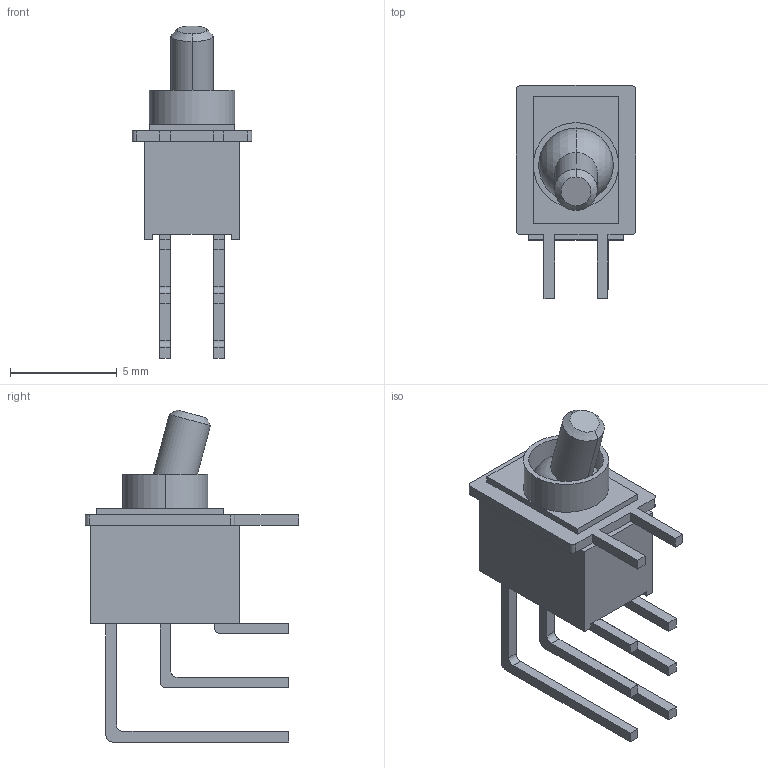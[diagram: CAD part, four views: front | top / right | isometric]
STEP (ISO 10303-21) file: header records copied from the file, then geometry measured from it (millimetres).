
FILE_DESCRIPTION (( 'STEP AP214' ), '1' );
FILE_NAME ('FT2D_VM.STEP', '2024-03-18T09:49:19', ( '' ), ( '' ), 'SwSTEP 2.0', 'SolidWorks 2020', '' );
FILE_SCHEMA (( 'AUTOMOTIVE_DESIGN' ));
Length unit declared in the file: millimetre
Products named in the file (5): FT2D-VM-connector1_; FT2D-VM-connector_; FT2D_VM; FT2D-VM_CHASIS; FT2D-VM-knob_
Assembly tree (5 placements, depth 2):
  FT2D_VM
    FT2D-VM_CHASIS
    FT2D-VM-knob_
    FT2D-VM-connector1_
    FT2D-VM-connector_  x2
Bounding box: 5.6 x 10 x 15.58 mm (x, y, z)
Volume: 204 mm3; surface area: 452.7 mm2
Topology: 9 solids, 9 shells, 140 faces, 338 edges, 222 vertices
Faces by surface type: plane 116, cylinder 20, cone 2, sphere 2
Entity records: 3399 total; most frequent: CARTESIAN_POINT 558, DIRECTION 539, ORIENTED_EDGE 530, EDGE_CURVE 265, LINE 229, VECTOR 229, VERTEX_POINT 174, AXIS2_PLACEMENT_3D 155
